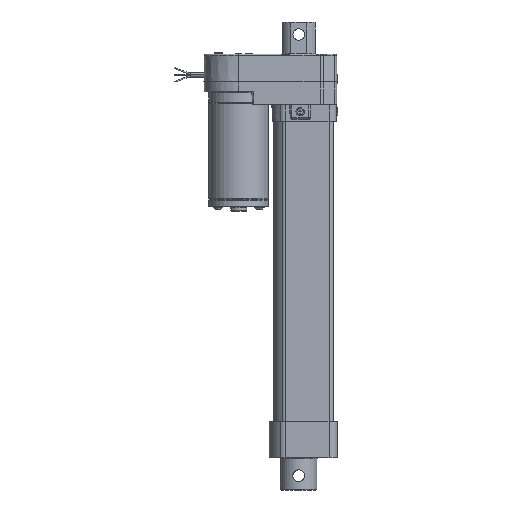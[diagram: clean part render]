
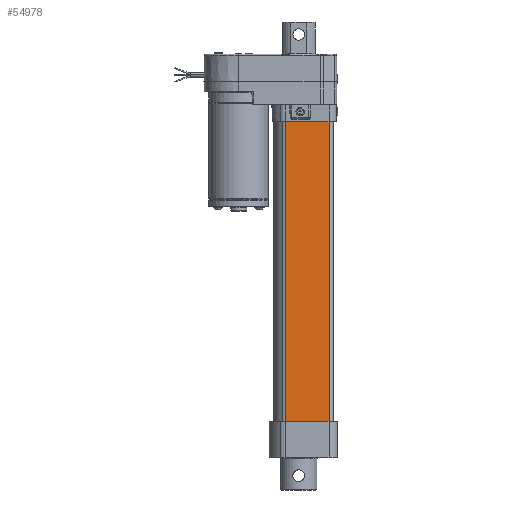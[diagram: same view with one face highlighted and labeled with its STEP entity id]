
A CAD part, left-side view. The second image highlights one B-rep face of the part: STEP entity #54978.
In plain terms, the highlighted face is planar.
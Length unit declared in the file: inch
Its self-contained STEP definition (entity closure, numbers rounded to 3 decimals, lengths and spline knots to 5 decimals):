
#53853=DIRECTION('',(-1.,0.,0.));
#53854=VECTOR('',#53853,0.94756);
#53855=CARTESIAN_POINT('',(-1.01162,-0.4612,6.733));
#53856=LINE('',#53855,#53854);
#54021=DIRECTION('',(0.,0.,1.));
#54022=VECTOR('',#54021,7.16075);
#54023=CARTESIAN_POINT('',(-1.95917,-0.4612,-0.42775));
#54024=LINE('',#54023,#54022);
#54025=DIRECTION('',(0.,0.,1.));
#54026=VECTOR('',#54025,7.16075);
#54027=CARTESIAN_POINT('',(-1.01162,-0.4612,-0.42775));
#54028=LINE('',#54027,#54026);
#54073=DIRECTION('',(1.,0.,0.));
#54074=VECTOR('',#54073,0.94756);
#54075=CARTESIAN_POINT('',(-1.95917,-0.4612,-0.42775));
#54076=LINE('',#54075,#54074);
#54584=CARTESIAN_POINT('',(-1.01162,-0.4612,6.733));
#54585=VERTEX_POINT('',#54584);
#54586=CARTESIAN_POINT('',(-1.95917,-0.4612,6.733));
#54588=VERTEX_POINT('',#54586);
#54644=CARTESIAN_POINT('',(-1.95917,-0.4612,-0.42775));
#54645=VERTEX_POINT('',#54644);
#54646=CARTESIAN_POINT('',(-1.01162,-0.4612,-0.42775));
#54647=VERTEX_POINT('',#54646);
#54965=CARTESIAN_POINT('',(-2.05292,-0.4612,6.733));
#54966=DIRECTION('',(0.,1.,0.));
#54967=DIRECTION('',(-1.,0.,0.));
#54968=AXIS2_PLACEMENT_3D('',#54965,#54966,#54967);
#54969=PLANE('',#54968);
#54971=ORIENTED_EDGE('',*,*,#54970,.F.);
#54973=ORIENTED_EDGE('',*,*,#54972,.F.);
#54974=ORIENTED_EDGE('',*,*,#54956,.T.);
#54975=ORIENTED_EDGE('',*,*,#54751,.F.);
#54976=EDGE_LOOP('',(#54971,#54973,#54974,#54975));
#54977=FACE_OUTER_BOUND('',#54976,.F.);
#54978=ADVANCED_FACE('',(#54977),#54969,.F.);
#54751=EDGE_CURVE('',#54585,#54588,#53856,.T.);
#54956=EDGE_CURVE('',#54645,#54588,#54024,.T.);
#54970=EDGE_CURVE('',#54647,#54585,#54028,.T.);
#54972=EDGE_CURVE('',#54645,#54647,#54076,.T.);
